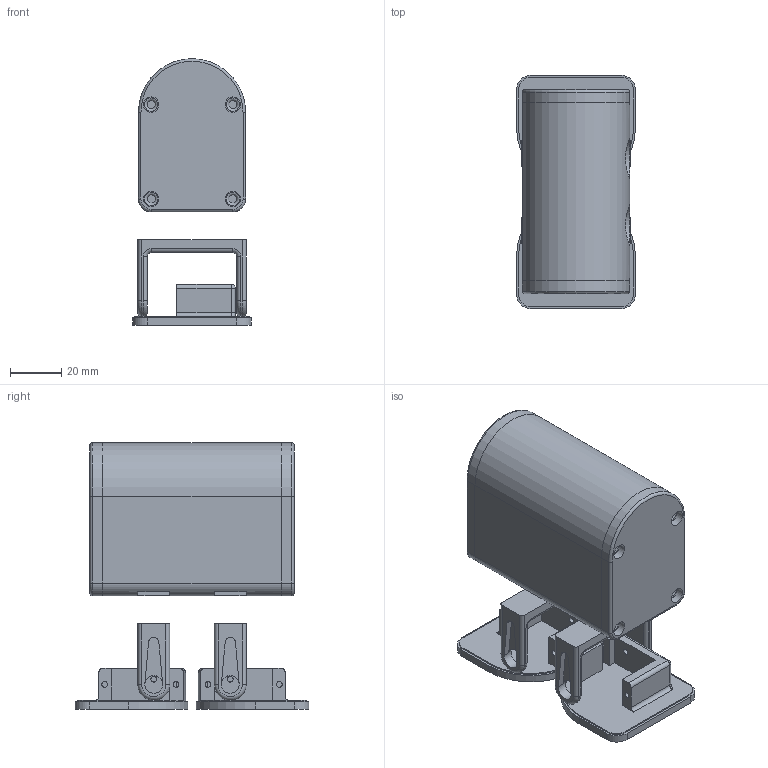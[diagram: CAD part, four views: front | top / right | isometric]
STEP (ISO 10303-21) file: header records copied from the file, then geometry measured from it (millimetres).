
FILE_DESCRIPTION(/* description */ (''),/* implementation_level */ '2;1');
FILE_NAME(/* name */ 'Toe.step',/* time_stamp */ '2025-07-05T16:18:51-04:00',/* author */ (''),/* organization */ (''),/* preprocessor_version */ 'ST-DEVELOPER v20.1',/* originating_system */ 'Autodesk Translation Framework v14.10.0.0',/* authorisation */ '');
FILE_SCHEMA (('AUTOMOTIVE_DESIGN { 1 0 10303 214 3 1 1 }'));
Length unit declared in the file: millimetre
Products named in the file (1): Toe
Bounding box: 46.6 x 91.6 x 104.5 mm (x, y, z)
Volume: 96648.4 mm3; surface area: 62483 mm2
Topology: 9 solids, 9 shells, 405 faces, 1052 edges, 680 vertices
Faces by surface type: plane 210, cylinder 157, torus 34, sphere 4
Full cylindrical faces by diameter (mm): 2.2 x10, 2.5 x2, 3.2 x8, 3.3 x2, 4.4 x8, 5.8 x2, 6 x8, 7 x4, 16.1 x2
Entity records: 12674 total; most frequent: DIRECTION 2250, CARTESIAN_POINT 2244, ORIENTED_EDGE 2104, EDGE_CURVE 1052, AXIS2_PLACEMENT_3D 804, VERTEX_POINT 680, LINE 642, VECTOR 642
